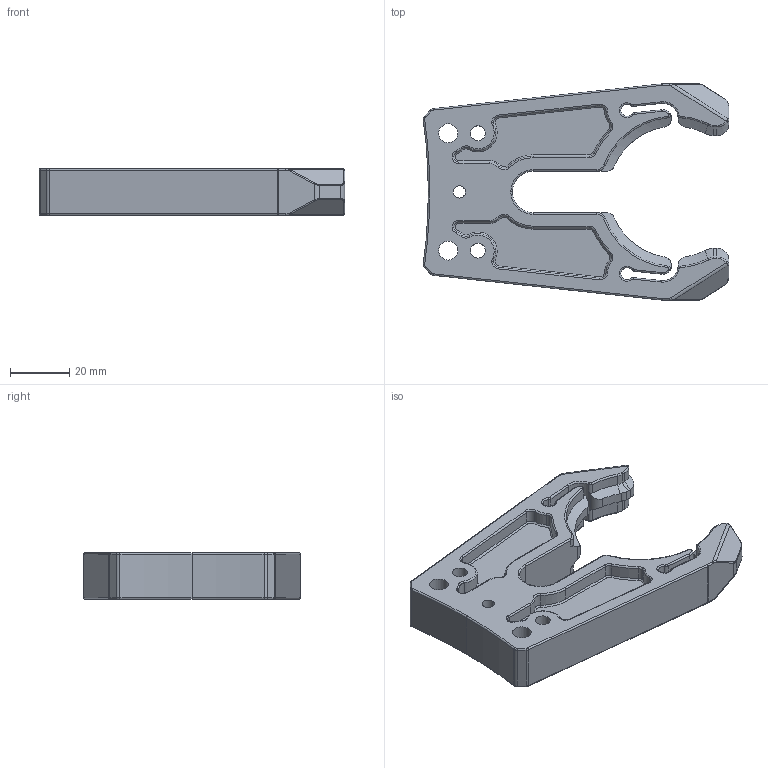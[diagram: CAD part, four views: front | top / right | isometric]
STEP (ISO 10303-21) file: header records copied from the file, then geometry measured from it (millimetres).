
FILE_DESCRIPTION(('HOOPS Exchange Step'),'2;1');
FILE_NAME('export-17F69D27-2107-4416-B186-749A6C894A0E.stp','2022-07-26T14:24:24+02:00',('User'),('Alibre'),'HOOPS Exchange 2021.0','Alibre','Unknown authorisation');
FILE_SCHEMA( ('AP242_MANAGED_MODEL_BASED_3D_ENGINEERING_MIM_LF {1 0 10303 442 1 1 4 }') );
Length unit declared in the file: millimetre
Products named in the file (1): 2583 TeknoMotor Toolholder Fork ISO 30
Bounding box: 102.91 x 72.8 x 15.8 mm (x, y, z)
Volume: 51361.7 mm3; surface area: 21059.8 mm2
Topology: 1 solids, 1 shells, 661 faces, 1603 edges, 962 vertices
Faces by surface type: cylinder 218, plane 181, torus 156, cone 84, bspline 22
Full cylindrical faces by diameter (mm): 5 x2, 6.4 x2, 10.8 x2
Entity records: 26184 total; most frequent: CARTESIAN_POINT 10522, DIRECTION 3459, ORIENTED_EDGE 3206, EDGE_CURVE 1603, AXIS2_PLACEMENT_3D 1353, VERTEX_POINT 962, VECTOR 753, LINE 753
